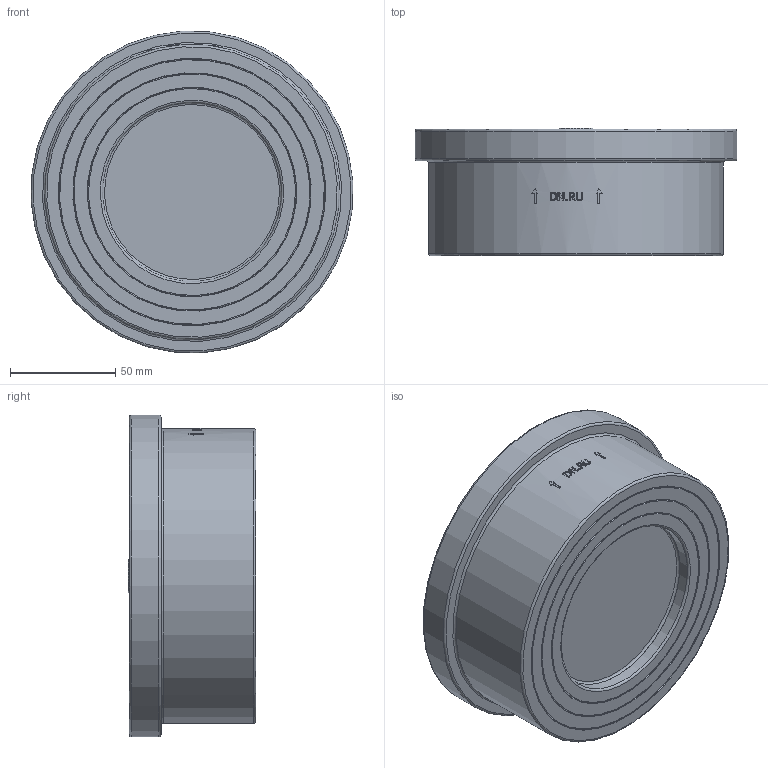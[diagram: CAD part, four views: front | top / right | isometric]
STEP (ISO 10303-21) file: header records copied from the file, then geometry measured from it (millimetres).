
FILE_DESCRIPTION(/* description */ (''),/* implementation_level */ '2;1');
FILE_NAME(/* name */ 'DN100_3D_STEP.stp',/* time_stamp */ '2025-10-09T10:41:33+03:00',/* author */ ('igorr'),/* organization */ (''),/* preprocessor_version */ 'ST-DEVELOPER v20',/* originating_system */ 'Autodesk Inventor 2025',/* authorisation */ '');
FILE_SCHEMA (('AUTOMOTIVE_DESIGN { 1 0 10303 214 3 1 1 }'));
Length unit declared in the file: millimetre
Products named in the file (3): Сборка1; Деталь; Деталь_1
Assembly tree (2 placements, depth 2):
  Сборка1
    Деталь
    Деталь_1
Bounding box: 152.7 x 60.57 x 152.7 mm (x, y, z)
Volume: 357643.9 mm3; surface area: 111745.8 mm2
Topology: 4 solids, 4 shells, 202 faces, 484 edges, 305 vertices
Faces by surface type: plane 82, cylinder 43, bspline 36, torus 34, cone 7
Full cylindrical faces by diameter (mm): 17.161 x1, 17.733 x1, 85 x1, 89 x2, 93 x1, 120 x1, 135 x1, 140 x1, 153 x1
Entity records: 9201 total; most frequent: CARTESIAN_POINT 4251, DIRECTION 975, ORIENTED_EDGE 956, EDGE_CURVE 478, AXIS2_PLACEMENT_3D 401, VERTEX_POINT 305, EDGE_LOOP 227, FACE_OUTER_BOUND 202
